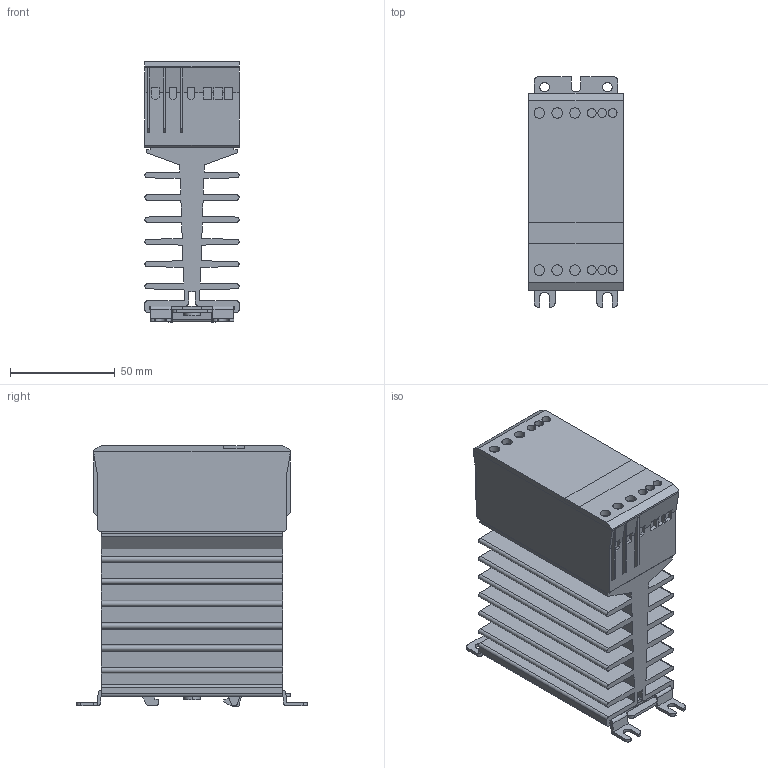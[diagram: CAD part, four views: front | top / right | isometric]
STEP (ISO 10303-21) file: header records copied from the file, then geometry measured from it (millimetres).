
FILE_DESCRIPTION (( 'STEP AP214' ), '1' );
FILE_NAME ('SRC3DD4010.STEP', '2025-04-02T12:10:13', ( '' ), ( '' ), 'SwSTEP 2.0', 'SolidWorks 2021', '' );
FILE_SCHEMA (( 'AUTOMOTIVE_DESIGN' ));
Length unit declared in the file: inch
Products named in the file (1): SRC3DD4010
Bounding box: 45 x 110 x 124.5 mm (x, y, z)
Volume: 309233 mm3; surface area: 107010.4 mm2
Topology: 5 solids, 5 shells, 427 faces, 1180 edges, 776 vertices
Faces by surface type: plane 316, cylinder 111
Entity records: 13640 total; most frequent: CARTESIAN_POINT 2396, ORIENTED_EDGE 2360, DIRECTION 2250, EDGE_CURVE 1180, LINE 958, VECTOR 958, VERTEX_POINT 776, AXIS2_PLACEMENT_3D 646
